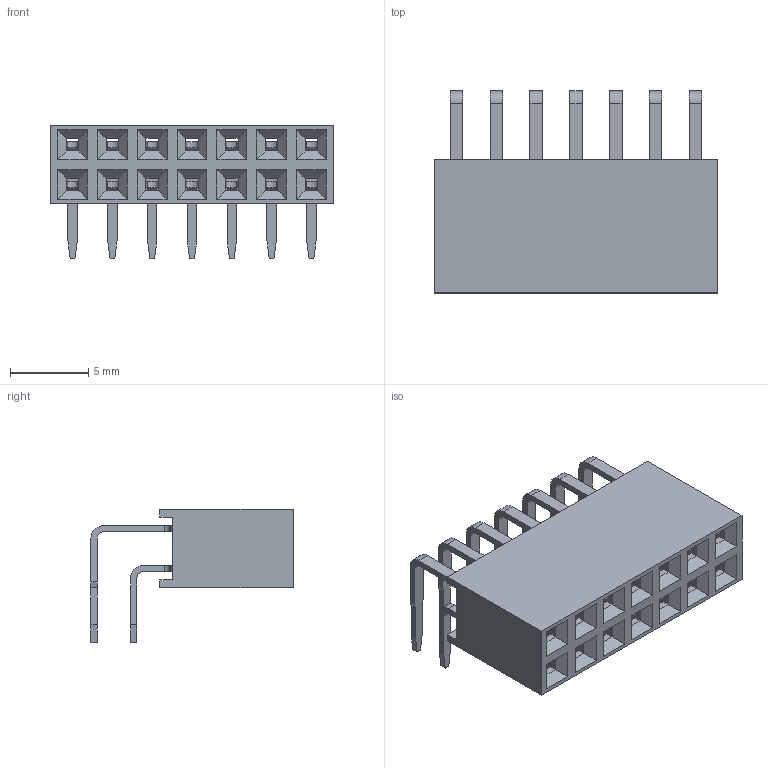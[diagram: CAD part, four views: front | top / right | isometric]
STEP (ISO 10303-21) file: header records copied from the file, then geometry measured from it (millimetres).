
FILE_DESCRIPTION(('STEP AP214'), '1');
FILE_NAME('DS1024-2x5RF1', '2017-07-15T12:21:37', ('Nobody'), (''), 'ASCON STEP Converter 1.3', 'ASCON Math Kernel', '');
FILE_SCHEMA(('AUTOMOTIVE_DESIGN { 1 0 10303 214 3 1 1}'));
Length unit declared in the file: millimetre
Assembly tree (8 placements, depth 2):
  (unnamed)
    (unnamed)
    (unnamed)  x7
Bounding box: 18.08 x 12.9 x 8.5 mm (x, y, z)
Volume: 589.4 mm3; surface area: 1894.3 mm2
Topology: 15 solids, 15 shells, 752 faces, 2152 edges, 1416 vertices
Faces by surface type: plane 570, cylinder 182
Entity records: 14204 total; most frequent: CARTESIAN_POINT 2001, ORIENTED_EDGE 2000, DIRECTION 1758, EDGE_CURVE 1000, LINE 948, VECTOR 948, VERTEX_POINT 648, AXIS2_PLACEMENT_3D 405
